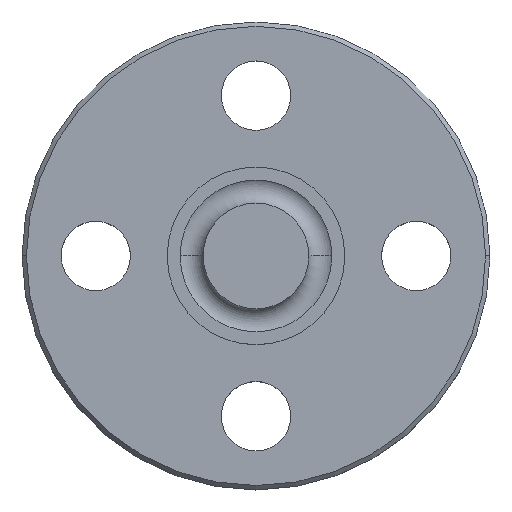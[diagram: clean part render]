
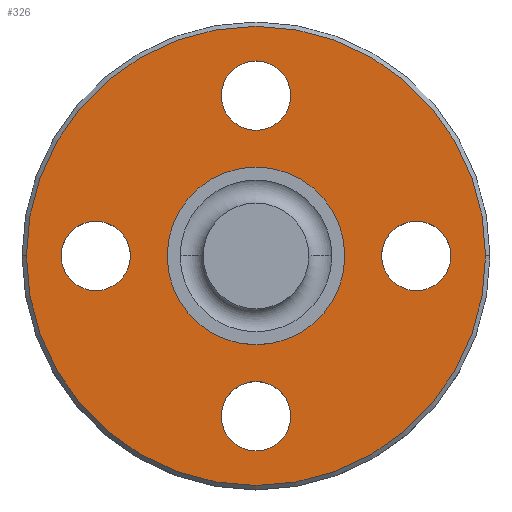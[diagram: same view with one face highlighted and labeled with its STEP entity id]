
A CAD part, top view. The second image highlights one B-rep face of the part: STEP entity #326.
In plain terms, the highlighted planar face has unit normal (0, 0, 1).
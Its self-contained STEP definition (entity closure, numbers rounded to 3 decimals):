
#1 = AXIS2_PLACEMENT_3D ( 'NONE', #446, #349, #123 ) ;
#5 = VERTEX_POINT ( 'NONE', #636 ) ;
#12 = AXIS2_PLACEMENT_3D ( 'NONE', #416, #136, #296 ) ;
#21 = EDGE_LOOP ( 'NONE', ( #443, #111 ) ) ;
#26 = AXIS2_PLACEMENT_3D ( 'NONE', #85, #69, #594 ) ;
#33 = EDGE_CURVE ( 'NONE', #323, #138, #132, .T. ) ;
#53 = CARTESIAN_POINT ( 'NONE',  ( -4., -18.5, 10. ) ) ;
#55 = CARTESIAN_POINT ( 'NONE',  ( -4., 18.5, 10. ) ) ;
#59 = DIRECTION ( 'NONE',  ( 0., 0., 1. ) ) ;
#63 = AXIS2_PLACEMENT_3D ( 'NONE', #562, #280, #231 ) ;
#69 = DIRECTION ( 'NONE',  ( 0., 0., 1. ) ) ;
#85 = CARTESIAN_POINT ( 'NONE',  ( 18.5, 0., 10. ) ) ;
#92 = DIRECTION ( 'NONE',  ( 0., 0., 1. ) ) ;
#96 = CIRCLE ( 'NONE', #12, 4. ) ;
#99 = ORIENTED_EDGE ( 'NONE', *, *, #505, .F. ) ;
#106 = CIRCLE ( 'NONE', #26, 4. ) ;
#111 = ORIENTED_EDGE ( 'NONE', *, *, #533, .F. ) ;
#123 = DIRECTION ( 'NONE',  ( -1., 0., 0. ) ) ;
#128 = DIRECTION ( 'NONE',  ( 0., 0., 1. ) ) ;
#129 = FACE_BOUND ( 'NONE', #21, .T. ) ;
#132 = CIRCLE ( 'NONE', #163, 26.5 ) ;
#133 = CARTESIAN_POINT ( 'NONE',  ( 0., 0., 10. ) ) ;
#136 = DIRECTION ( 'NONE',  ( 0., 0., 1. ) ) ;
#138 = VERTEX_POINT ( 'NONE', #142 ) ;
#142 = CARTESIAN_POINT ( 'NONE',  ( 26.5, 0., 10. ) ) ;
#152 = DIRECTION ( 'NONE',  ( 0., 0., 1. ) ) ;
#160 = DIRECTION ( 'NONE',  ( 0., 0., 1. ) ) ;
#163 = AXIS2_PLACEMENT_3D ( 'NONE', #133, #152, #521 ) ;
#166 = AXIS2_PLACEMENT_3D ( 'NONE', #311, #635, #534 ) ;
#172 = CARTESIAN_POINT ( 'NONE',  ( -18.5, 0., 10. ) ) ;
#173 = EDGE_CURVE ( 'NONE', #540, #249, #549, .T. ) ;
#185 = DIRECTION ( 'NONE',  ( 0., 1., 0. ) ) ;
#186 = PLANE ( 'NONE',  #1 ) ;
#192 = VERTEX_POINT ( 'NONE', #219 ) ;
#199 = CIRCLE ( 'NONE', #605, 4. ) ;
#219 = CARTESIAN_POINT ( 'NONE',  ( 4., -18.5, 10. ) ) ;
#227 = CARTESIAN_POINT ( 'NONE',  ( 0., 0., 10. ) ) ;
#231 = DIRECTION ( 'NONE',  ( 1., 0., 0. ) ) ;
#235 = FACE_BOUND ( 'NONE', #607, .T. ) ;
#237 = CARTESIAN_POINT ( 'NONE',  ( 0., 18.5, 10. ) ) ;
#247 = ORIENTED_EDGE ( 'NONE', *, *, #173, .F. ) ;
#249 = VERTEX_POINT ( 'NONE', #590 ) ;
#253 = AXIS2_PLACEMENT_3D ( 'NONE', #511, #59, #348 ) ;
#268 = ORIENTED_EDGE ( 'NONE', *, *, #554, .F. ) ;
#280 = DIRECTION ( 'NONE',  ( 0., 0., 1. ) ) ;
#284 = FACE_OUTER_BOUND ( 'NONE', #421, .T. ) ;
#296 = DIRECTION ( 'NONE',  ( 0., -1., 0. ) ) ;
#309 = CARTESIAN_POINT ( 'NONE',  ( 4., 18.5, 10. ) ) ;
#311 = CARTESIAN_POINT ( 'NONE',  ( 0., 0., 10. ) ) ;
#318 = VERTEX_POINT ( 'NONE', #679 ) ;
#323 = VERTEX_POINT ( 'NONE', #577 ) ;
#326 = ADVANCED_FACE ( 'NONE', ( #515, #409, #129, #235, #668, #284 ), #186, .F. ) ;
#330 = ORIENTED_EDGE ( 'NONE', *, *, #425, .F. ) ;
#331 = AXIS2_PLACEMENT_3D ( 'NONE', #558, #394, #499 ) ;
#339 = CIRCLE ( 'NONE', #448, 4. ) ;
#343 = DIRECTION ( 'NONE',  ( 0., 0., 1. ) ) ;
#348 = DIRECTION ( 'NONE',  ( -1., 0., 0. ) ) ;
#349 = DIRECTION ( 'NONE',  ( 0., 0., -1. ) ) ;
#358 = EDGE_CURVE ( 'NONE', #5, #318, #384, .T. ) ;
#363 = VERTEX_POINT ( 'NONE', #55 ) ;
#372 = AXIS2_PLACEMENT_3D ( 'NONE', #544, #92, #436 ) ;
#384 = CIRCLE ( 'NONE', #579, 10.25 ) ;
#385 = EDGE_CURVE ( 'NONE', #724, #516, #106, .T. ) ;
#394 = DIRECTION ( 'NONE',  ( 0., 0., 1. ) ) ;
#404 = CIRCLE ( 'NONE', #253, 4. ) ;
#406 = CARTESIAN_POINT ( 'NONE',  ( 18.5, -4., 10. ) ) ;
#409 = FACE_BOUND ( 'NONE', #601, .T. ) ;
#416 = CARTESIAN_POINT ( 'NONE',  ( 18.5, 0., 10. ) ) ;
#421 = EDGE_LOOP ( 'NONE', ( #713, #536 ) ) ;
#425 = EDGE_CURVE ( 'NONE', #318, #5, #531, .T. ) ;
#436 = DIRECTION ( 'NONE',  ( 1., 0., 0. ) ) ;
#443 = ORIENTED_EDGE ( 'NONE', *, *, #385, .F. ) ;
#444 = EDGE_CURVE ( 'NONE', #363, #667, #339, .T. ) ;
#445 = CARTESIAN_POINT ( 'NONE',  ( 18.5, 4., 10. ) ) ;
#446 = CARTESIAN_POINT ( 'NONE',  ( 0., 26.5, 10. ) ) ;
#448 = AXIS2_PLACEMENT_3D ( 'NONE', #237, #456, #514 ) ;
#455 = ORIENTED_EDGE ( 'NONE', *, *, #444, .F. ) ;
#456 = DIRECTION ( 'NONE',  ( 0., 0., 1. ) ) ;
#463 = ORIENTED_EDGE ( 'NONE', *, *, #358, .F. ) ;
#478 = VERTEX_POINT ( 'NONE', #53 ) ;
#499 = DIRECTION ( 'NONE',  ( -1., 0., 0. ) ) ;
#505 = EDGE_CURVE ( 'NONE', #478, #192, #567, .T. ) ;
#508 = CARTESIAN_POINT ( 'NONE',  ( -18.5, 4., 10. ) ) ;
#511 = CARTESIAN_POINT ( 'NONE',  ( 0., -18.5, 10. ) ) ;
#514 = DIRECTION ( 'NONE',  ( 1., 0., 0. ) ) ;
#515 = FACE_BOUND ( 'NONE', #728, .T. ) ;
#516 = VERTEX_POINT ( 'NONE', #445 ) ;
#521 = DIRECTION ( 'NONE',  ( 1., 0., 0. ) ) ;
#529 = EDGE_LOOP ( 'NONE', ( #330, #463 ) ) ;
#531 = CIRCLE ( 'NONE', #166, 10.25 ) ;
#533 = EDGE_CURVE ( 'NONE', #516, #724, #96, .T. ) ;
#534 = DIRECTION ( 'NONE',  ( 1., 0., 0. ) ) ;
#536 = ORIENTED_EDGE ( 'NONE', *, *, #627, .T. ) ;
#540 = VERTEX_POINT ( 'NONE', #508 ) ;
#544 = CARTESIAN_POINT ( 'NONE',  ( 0., 18.5, 10. ) ) ;
#549 = CIRCLE ( 'NONE', #698, 4. ) ;
#553 = DIRECTION ( 'NONE',  ( 0., 1., 0. ) ) ;
#554 = EDGE_CURVE ( 'NONE', #249, #540, #199, .T. ) ;
#558 = CARTESIAN_POINT ( 'NONE',  ( 0., -18.5, 10. ) ) ;
#561 = EDGE_CURVE ( 'NONE', #667, #363, #687, .T. ) ;
#562 = CARTESIAN_POINT ( 'NONE',  ( 0., 0., 10. ) ) ;
#567 = CIRCLE ( 'NONE', #331, 4. ) ;
#571 = DIRECTION ( 'NONE',  ( 1., 0., 0. ) ) ;
#577 = CARTESIAN_POINT ( 'NONE',  ( -26.5, 0., 10. ) ) ;
#579 = AXIS2_PLACEMENT_3D ( 'NONE', #227, #343, #571 ) ;
#590 = CARTESIAN_POINT ( 'NONE',  ( -18.5, -4., 10. ) ) ;
#594 = DIRECTION ( 'NONE',  ( 0., -1., 0. ) ) ;
#601 = EDGE_LOOP ( 'NONE', ( #99, #690 ) ) ;
#605 = AXIS2_PLACEMENT_3D ( 'NONE', #624, #128, #185 ) ;
#607 = EDGE_LOOP ( 'NONE', ( #608, #455 ) ) ;
#608 = ORIENTED_EDGE ( 'NONE', *, *, #561, .F. ) ;
#624 = CARTESIAN_POINT ( 'NONE',  ( -18.5, 0., 10. ) ) ;
#627 = EDGE_CURVE ( 'NONE', #138, #323, #699, .T. ) ;
#635 = DIRECTION ( 'NONE',  ( 0., 0., 1. ) ) ;
#636 = CARTESIAN_POINT ( 'NONE',  ( -10.25, 0., 10. ) ) ;
#667 = VERTEX_POINT ( 'NONE', #309 ) ;
#668 = FACE_BOUND ( 'NONE', #529, .T. ) ;
#679 = CARTESIAN_POINT ( 'NONE',  ( 10.25, 0., 10. ) ) ;
#687 = CIRCLE ( 'NONE', #372, 4. ) ;
#690 = ORIENTED_EDGE ( 'NONE', *, *, #730, .F. ) ;
#698 = AXIS2_PLACEMENT_3D ( 'NONE', #172, #160, #553 ) ;
#699 = CIRCLE ( 'NONE', #63, 26.5 ) ;
#713 = ORIENTED_EDGE ( 'NONE', *, *, #33, .T. ) ;
#724 = VERTEX_POINT ( 'NONE', #406 ) ;
#728 = EDGE_LOOP ( 'NONE', ( #247, #268 ) ) ;
#730 = EDGE_CURVE ( 'NONE', #192, #478, #404, .T. ) ;
